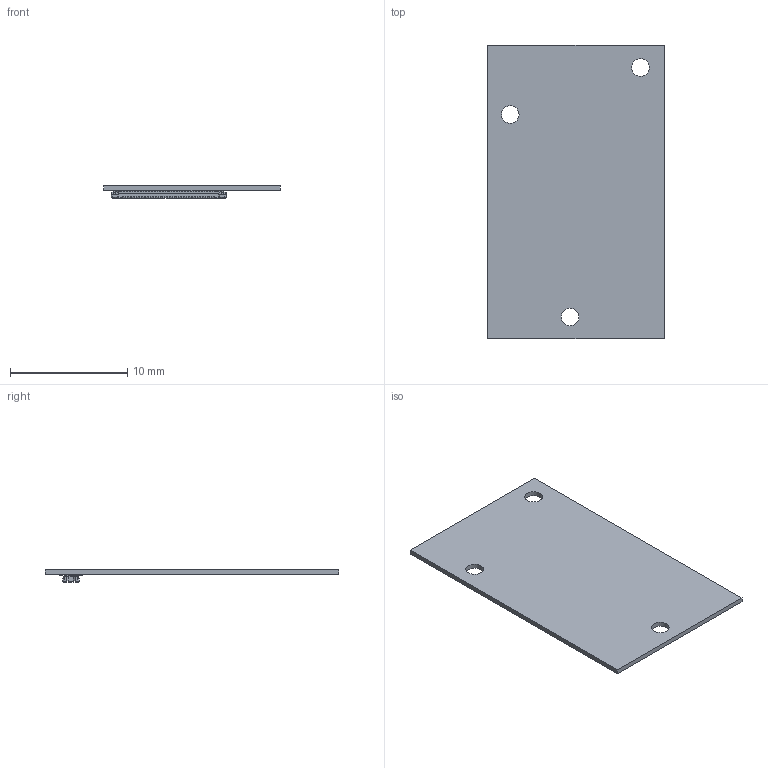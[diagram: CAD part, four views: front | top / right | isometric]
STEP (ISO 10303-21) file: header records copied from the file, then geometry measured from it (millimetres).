
FILE_DESCRIPTION(('Open CASCADE Model'),'2;1');
FILE_NAME('Open CASCADE Shape Model','2021-11-09T16:31:05',('Author'),( 'Open CASCADE'),'Open CASCADE STEP processor 6.8','Open CASCADE 6.8' ,'Unknown');
FILE_SCHEMA(('AUTOMOTIVE_DESIGN { 1 0 10303 214 1 1 1 1 }'));
Length unit declared in the file: millimetre
Products named in the file (5): PCB; Board; Open CASCADE STEP translator 6.8 2.1.1; J4; axe640124
Assembly tree (4 placements, depth 3):
  PCB
    Board
      Open CASCADE STEP translator 6.8 2.1.1
    J4
      axe640124
Bounding box: 15 x 25 x 1.06 mm (x, y, z)
Volume: 156.1 mm3; surface area: 832.5 mm2
Topology: 2 solids, 2 shells, 693 faces, 1951 edges, 1266 vertices
Faces by surface type: plane 590, cylinder 91, cone 4, torus 4, bspline 4
Full cylindrical faces by diameter (mm): 1.5 x3
Entity records: 22391 total; most frequent: CARTESIAN_POINT 4379, ORIENTED_EDGE 3894, DIRECTION 3517, EDGE_CURVE 1947, LINE 1653, VECTOR 1653, VERTEX_POINT 1266, AXIS2_PLACEMENT_3D 932
